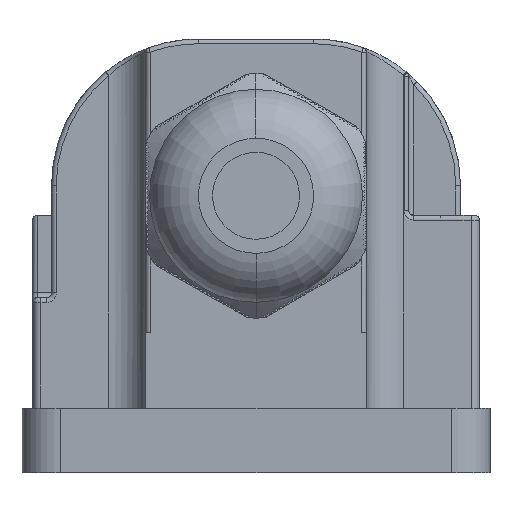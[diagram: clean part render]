
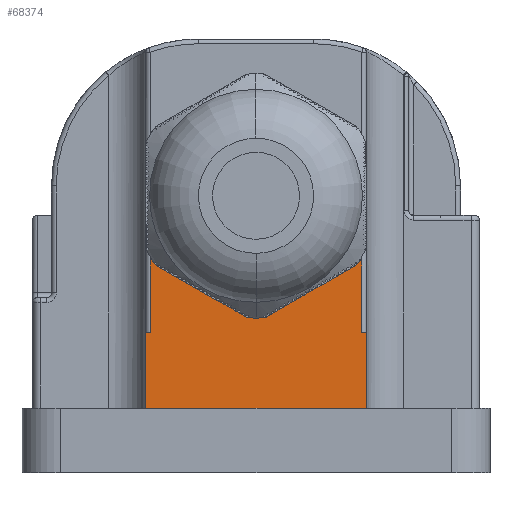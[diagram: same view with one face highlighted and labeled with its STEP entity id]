
A CAD part, left-side view. The second image highlights one B-rep face of the part: STEP entity #68374.
In plain terms, the highlighted planar face has unit normal (-1, 0, 0).
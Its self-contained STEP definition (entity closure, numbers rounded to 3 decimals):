
#88 = PLANE ( 'NONE',  #66430 ) ;
#1068 = EDGE_CURVE ( 'NONE', #10092, #37244, #14929, .T. ) ;
#1357 = ORIENTED_EDGE ( 'NONE', *, *, #44697, .F. ) ;
#1549 = FACE_OUTER_BOUND ( 'NONE', #51653, .T. ) ;
#1746 = EDGE_CURVE ( 'NONE', #61216, #40739, #62819, .T. ) ;
#2041 = VERTEX_POINT ( 'NONE', #12173 ) ;
#3359 = ORIENTED_EDGE ( 'NONE', *, *, #21478, .F. ) ;
#4116 = EDGE_CURVE ( 'NONE', #66876, #59386, #47225, .T. ) ;
#4818 = DIRECTION ( 'NONE',  ( -1., 0., 0. ) ) ;
#6495 = ORIENTED_EDGE ( 'NONE', *, *, #1068, .F. ) ;
#7223 = CARTESIAN_POINT ( 'NONE',  ( -40.577, 20.267, 32.548 ) ) ;
#7537 = CARTESIAN_POINT ( 'NONE',  ( -40.577, 41.196, 17.74 ) ) ;
#9857 = AXIS2_PLACEMENT_3D ( 'NONE', #11387, #49137, #16788 ) ;
#10092 = VERTEX_POINT ( 'NONE', #54995 ) ;
#10403 = LINE ( 'NONE', #66814, #51684 ) ;
#11387 = CARTESIAN_POINT ( 'NONE',  ( -40.577, 20.267, 32.548 ) ) ;
#12173 = CARTESIAN_POINT ( 'NONE',  ( -40.577, 32.205, 9.598 ) ) ;
#12584 = DIRECTION ( 'NONE',  ( 0., 0., 1. ) ) ;
#12985 = CARTESIAN_POINT ( 'NONE',  ( -40.577, 8.837, 49.49 ) ) ;
#13053 = VECTOR ( 'NONE', #51722, 1000. ) ;
#13093 = LINE ( 'NONE', #12985, #41784 ) ;
#13198 = CARTESIAN_POINT ( 'NONE',  ( -40.577, -7.725, 35.097 ) ) ;
#13513 = CARTESIAN_POINT ( 'NONE',  ( -40.577, 8.329, -9.849 ) ) ;
#13902 = CARTESIAN_POINT ( 'NONE',  ( -40.577, 31.019, 24.987 ) ) ;
#13988 = EDGE_CURVE ( 'NONE', #2041, #66876, #35619, .T. ) ;
#14929 = LINE ( 'NONE', #13198, #43613 ) ;
#15218 = CARTESIAN_POINT ( 'NONE',  ( -40.577, 8.837, 26.057 ) ) ;
#16671 = VERTEX_POINT ( 'NONE', #29995 ) ;
#16788 = DIRECTION ( 'NONE',  ( 0., 0., 1. ) ) ;
#19807 = VECTOR ( 'NONE', #30800, 1000. ) ;
#21478 = EDGE_CURVE ( 'NONE', #16671, #10092, #60351, .T. ) ;
#21729 = CARTESIAN_POINT ( 'NONE',  ( -40.577, 41.196, 5.24 ) ) ;
#22331 = VECTOR ( 'NONE', #56022, 1000. ) ;
#26244 = VERTEX_POINT ( 'NONE', #13902 ) ;
#26697 = CARTESIAN_POINT ( 'NONE',  ( -40.577, 32.205, 17.74 ) ) ;
#26845 = CARTESIAN_POINT ( 'NONE',  ( -40.577, 41.196, 17.74 ) ) ;
#27134 = DIRECTION ( 'NONE',  ( 0., 0., 1. ) ) ;
#27267 = AXIS2_PLACEMENT_3D ( 'NONE', #37085, #4818, #42493 ) ;
#29011 = CIRCLE ( 'NONE', #9857, 13.144 ) ;
#29995 = CARTESIAN_POINT ( 'NONE',  ( -40.577, 21.324, 19.446 ) ) ;
#30615 = VERTEX_POINT ( 'NONE', #15218 ) ;
#30800 = DIRECTION ( 'NONE',  ( 0., 0., -1. ) ) ;
#33018 = CARTESIAN_POINT ( 'NONE',  ( -40.577, 31.697, 26.057 ) ) ;
#34566 = DIRECTION ( 'NONE',  ( 0., 0., 1. ) ) ;
#35619 = LINE ( 'NONE', #43073, #48271 ) ;
#35965 = LINE ( 'NONE', #26845, #50299 ) ;
#36269 = CARTESIAN_POINT ( 'NONE',  ( -40.577, 31.697, 49.49 ) ) ;
#36604 = ORIENTED_EDGE ( 'NONE', *, *, #65482, .F. ) ;
#36662 = LINE ( 'NONE', #7537, #22331 ) ;
#36829 = CARTESIAN_POINT ( 'NONE',  ( -40.577, 8.329, 17.74 ) ) ;
#36900 = EDGE_CURVE ( 'NONE', #44762, #30615, #13093, .T. ) ;
#37085 = CARTESIAN_POINT ( 'NONE',  ( -40.577, 20.267, 32.548 ) ) ;
#37244 = VERTEX_POINT ( 'NONE', #47831 ) ;
#37450 = EDGE_CURVE ( 'NONE', #61110, #40739, #36662, .T. ) ;
#40335 = CARTESIAN_POINT ( 'NONE',  ( -40.577, 8.329, 9.598 ) ) ;
#40739 = VERTEX_POINT ( 'NONE', #61331 ) ;
#41784 = VECTOR ( 'NONE', #50699, 1000. ) ;
#42493 = DIRECTION ( 'NONE',  ( 0., 0., 1. ) ) ;
#43073 = CARTESIAN_POINT ( 'NONE',  ( -40.577, 41.387, 9.598 ) ) ;
#43567 = AXIS2_PLACEMENT_3D ( 'NONE', #7223, #44857, #12584 ) ;
#43613 = VECTOR ( 'NONE', #50908, 1000. ) ;
#44611 = ORIENTED_EDGE ( 'NONE', *, *, #53373, .F. ) ;
#44697 = EDGE_CURVE ( 'NONE', #44762, #59386, #35965, .T. ) ;
#44762 = VERTEX_POINT ( 'NONE', #64994 ) ;
#44857 = DIRECTION ( 'NONE',  ( -1., 0., 0. ) ) ;
#45483 = EDGE_CURVE ( 'NONE', #26244, #16671, #56052, .T. ) ;
#45824 = CARTESIAN_POINT ( 'NONE',  ( -40.577, 4.061, 9.579 ) ) ;
#47225 = LINE ( 'NONE', #13513, #59853 ) ;
#47831 = CARTESIAN_POINT ( 'NONE',  ( -40.577, 9.449, 25.081 ) ) ;
#48271 = VECTOR ( 'NONE', #69875, 1000. ) ;
#48674 = ORIENTED_EDGE ( 'NONE', *, *, #13988, .T. ) ;
#49137 = DIRECTION ( 'NONE',  ( -1., 0., 0. ) ) ;
#49864 = ORIENTED_EDGE ( 'NONE', *, *, #45483, .F. ) ;
#50299 = VECTOR ( 'NONE', #59129, 1000. ) ;
#50360 = EDGE_CURVE ( 'NONE', #61216, #26244, #64132, .T. ) ;
#50699 = DIRECTION ( 'NONE',  ( 0., 0., 1. ) ) ;
#50908 = DIRECTION ( 'NONE',  ( 0., -0.864, 0.504 ) ) ;
#51215 = DIRECTION ( 'NONE',  ( 0., 0., 1. ) ) ;
#51653 = EDGE_LOOP ( 'NONE', ( #44611, #48674, #51944, #1357, #67629, #36604, #6495, #3359, #49864, #61974, #60537, #65699 ) ) ;
#51684 = VECTOR ( 'NONE', #34566, 1000. ) ;
#51722 = DIRECTION ( 'NONE',  ( 0., -0.868, -0.496 ) ) ;
#51944 = ORIENTED_EDGE ( 'NONE', *, *, #4116, .T. ) ;
#53373 = EDGE_CURVE ( 'NONE', #2041, #61110, #10403, .T. ) ;
#54995 = CARTESIAN_POINT ( 'NONE',  ( -40.577, 19.095, 19.456 ) ) ;
#56022 = DIRECTION ( 'NONE',  ( 0., -1., 0. ) ) ;
#56052 = LINE ( 'NONE', #45824, #13053 ) ;
#59129 = DIRECTION ( 'NONE',  ( 0., -1., 0. ) ) ;
#59386 = VERTEX_POINT ( 'NONE', #36829 ) ;
#59409 = DIRECTION ( 'NONE',  ( -1., 0., 0. ) ) ;
#59853 = VECTOR ( 'NONE', #51215, 1000. ) ;
#60351 = CIRCLE ( 'NONE', #27267, 13.144 ) ;
#60537 = ORIENTED_EDGE ( 'NONE', *, *, #1746, .T. ) ;
#61110 = VERTEX_POINT ( 'NONE', #26697 ) ;
#61216 = VERTEX_POINT ( 'NONE', #33018 ) ;
#61331 = CARTESIAN_POINT ( 'NONE',  ( -40.577, 31.697, 17.74 ) ) ;
#61974 = ORIENTED_EDGE ( 'NONE', *, *, #50360, .F. ) ;
#62819 = LINE ( 'NONE', #36269, #19807 ) ;
#64132 = CIRCLE ( 'NONE', #43567, 13.144 ) ;
#64994 = CARTESIAN_POINT ( 'NONE',  ( -40.577, 8.837, 17.74 ) ) ;
#65482 = EDGE_CURVE ( 'NONE', #37244, #30615, #29011, .T. ) ;
#65699 = ORIENTED_EDGE ( 'NONE', *, *, #37450, .F. ) ;
#66430 = AXIS2_PLACEMENT_3D ( 'NONE', #21729, #59409, #27134 ) ;
#66814 = CARTESIAN_POINT ( 'NONE',  ( -40.577, 32.205, -9.849 ) ) ;
#66876 = VERTEX_POINT ( 'NONE', #40335 ) ;
#67629 = ORIENTED_EDGE ( 'NONE', *, *, #36900, .T. ) ;
#68374 = ADVANCED_FACE ( 'NONE', ( #1549 ), #88, .T. ) ;
#69875 = DIRECTION ( 'NONE',  ( 0., -1., 0. ) ) ;
